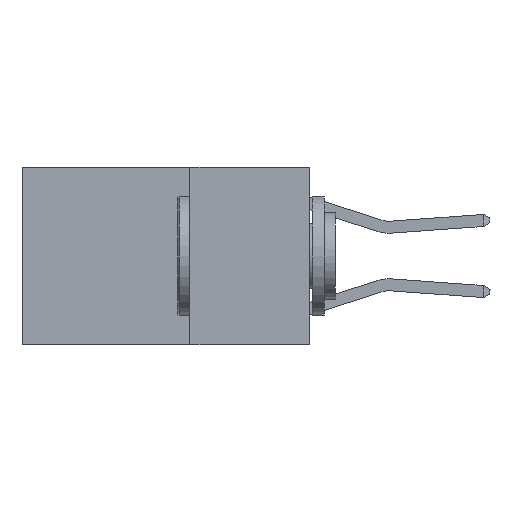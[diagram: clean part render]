
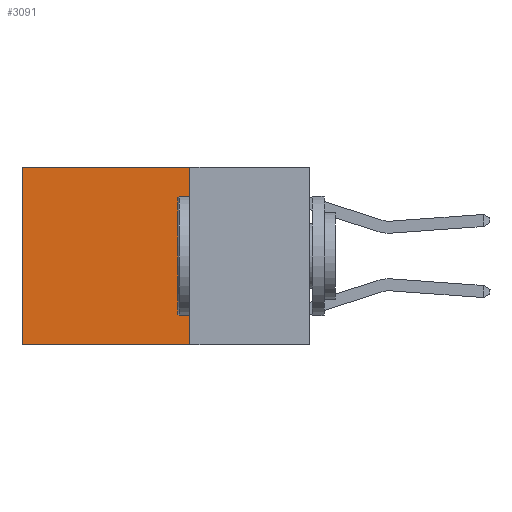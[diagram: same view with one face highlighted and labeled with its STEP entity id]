
A CAD part, left-side view. The second image highlights one B-rep face of the part: STEP entity #3091.
In plain terms, the highlighted planar face has unit normal (-1, 0, 0).
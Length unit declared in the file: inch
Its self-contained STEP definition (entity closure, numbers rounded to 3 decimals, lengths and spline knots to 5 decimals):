
#1346 = VERTEX_POINT ( 'NONE', #28037 ) ;
#2363 = CARTESIAN_POINT ( 'NONE',  ( 0.2625, 0.25, -0.37 ) ) ;
#2396 = DIRECTION ( 'NONE',  ( 0., 0., -1. ) ) ;
#2551 = FACE_OUTER_BOUND ( 'NONE', #3352, .T. ) ;
#2695 = ORIENTED_EDGE ( 'NONE', *, *, #16590, .F. ) ;
#3091 = ADVANCED_FACE ( 'NONE', ( #2551 ), #6677, .F. ) ;
#3352 = EDGE_LOOP ( 'NONE', ( #28447, #6787, #2695, #16050 ) ) ;
#3887 = AXIS2_PLACEMENT_3D ( 'NONE', #15669, #24667, #4455 ) ;
#4455 = DIRECTION ( 'NONE',  ( 0., 0., -1. ) ) ;
#5047 = LINE ( 'NONE', #20668, #21016 ) ;
#6677 = PLANE ( 'NONE',  #3887 ) ;
#6787 = ORIENTED_EDGE ( 'NONE', *, *, #16716, .F. ) ;
#7540 = VECTOR ( 'NONE', #2396, 39.37008 ) ;
#7832 = CARTESIAN_POINT ( 'NONE',  ( 0.2625, 0.25, 0. ) ) ;
#7984 = DIRECTION ( 'NONE',  ( 0., 1., 0. ) ) ;
#8200 = CARTESIAN_POINT ( 'NONE',  ( 0.2625, 0.6, 0. ) ) ;
#8979 = VECTOR ( 'NONE', #9626, 39.37008 ) ;
#9626 = DIRECTION ( 'NONE',  ( 0., 1., 0. ) ) ;
#10196 = LINE ( 'NONE', #7832, #12664 ) ;
#12321 = EDGE_CURVE ( 'NONE', #19820, #1346, #5047, .T. ) ;
#12664 = VECTOR ( 'NONE', #7984, 39.37008 ) ;
#15669 = CARTESIAN_POINT ( 'NONE',  ( 0.2625, 0.25, 0. ) ) ;
#15793 = LINE ( 'NONE', #20495, #7540 ) ;
#16050 = ORIENTED_EDGE ( 'NONE', *, *, #27368, .T. ) ;
#16403 = DIRECTION ( 'NONE',  ( 0., 0., -1. ) ) ;
#16590 = EDGE_CURVE ( 'NONE', #25018, #17961, #15793, .T. ) ;
#16716 = EDGE_CURVE ( 'NONE', #17961, #1346, #25966, .T. ) ;
#17961 = VERTEX_POINT ( 'NONE', #2363 ) ;
#19820 = VERTEX_POINT ( 'NONE', #8200 ) ;
#20495 = CARTESIAN_POINT ( 'NONE',  ( 0.2625, 0.25, 0. ) ) ;
#20668 = CARTESIAN_POINT ( 'NONE',  ( 0.2625, 0.6, 0. ) ) ;
#21016 = VECTOR ( 'NONE', #16403, 39.37008 ) ;
#21349 = CARTESIAN_POINT ( 'NONE',  ( 0.2625, 0.25, -0.37 ) ) ;
#24293 = CARTESIAN_POINT ( 'NONE',  ( 0.2625, 0.25, 0. ) ) ;
#24667 = DIRECTION ( 'NONE',  ( 1., 0., 0. ) ) ;
#25018 = VERTEX_POINT ( 'NONE', #24293 ) ;
#25966 = LINE ( 'NONE', #21349, #8979 ) ;
#27368 = EDGE_CURVE ( 'NONE', #25018, #19820, #10196, .T. ) ;
#28037 = CARTESIAN_POINT ( 'NONE',  ( 0.2625, 0.6, -0.37 ) ) ;
#28447 = ORIENTED_EDGE ( 'NONE', *, *, #12321, .T. ) ;
